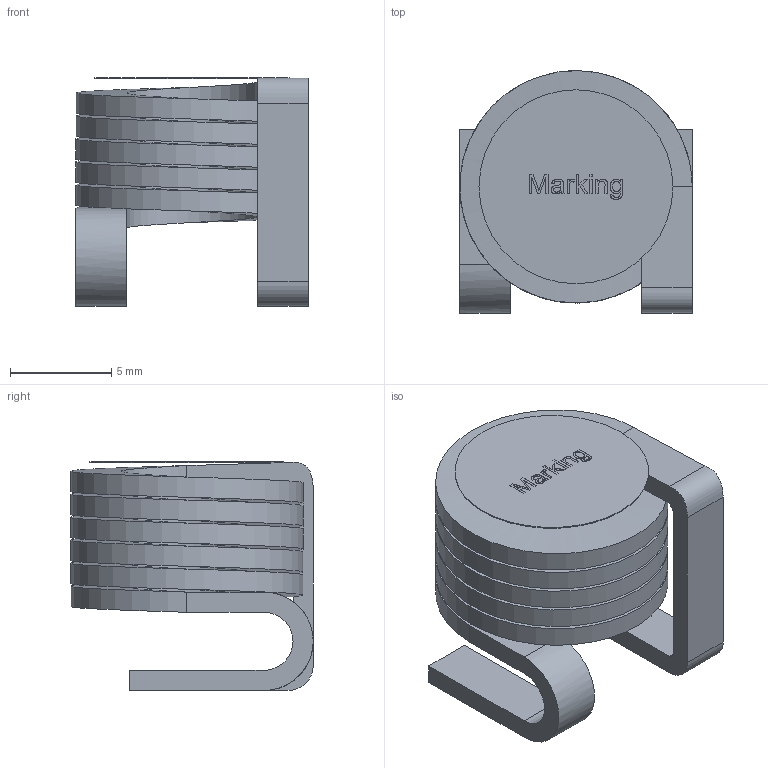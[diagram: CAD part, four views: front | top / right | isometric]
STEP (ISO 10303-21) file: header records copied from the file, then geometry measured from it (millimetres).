
FILE_DESCRIPTION(/* description */ ('Unknown'),/* implementation_level */ '2;1');
FILE_NAME(/* name */ 'L_Wurth_WE-ACHC-1212_7449152111',/* time_stamp */ '2025-06-19T15:14:47+08:00',/* author */ ('Unknown'),/* organization */ ('Unknown'),/* preprocessor_version */ 'ST-DEVELOPER v19.4',/* originating_system */ 'Solid Edge',/* authorisation */ 'Unknown');
FILE_SCHEMA (('AUTOMOTIVE_DESIGN {1 0 10303 214 3 1 1}'));
Length unit declared in the file: millimetre
Products named in the file (2): L_Wurth_WE-ACHC-1212_7449152111
Assembly tree (1 placements, depth 2):
  L_Wurth_WE-ACHC-1212_7449152111
    L_Wurth_WE-ACHC-1212_7449152111
Bounding box: 11.5 x 12 x 11.33 mm (x, y, z)
Volume: 494.1 mm3; surface area: 1522.9 mm2
Topology: 2 solids, 2 shells, 99 faces, 252 edges, 166 vertices
Faces by surface type: plane 74, bspline 14, cylinder 11
Full cylindrical faces by diameter (mm): 9.6 x1
Entity records: 4584 total; most frequent: CARTESIAN_POINT 1767, ORIENTED_EDGE 500, DIRECTION 297, EDGE_CURVE 250, VERTEX_POINT 166, B_SPLINE_CURVE_WITH_KNOTS 135, EDGE_LOOP 112, FACE_BOUND 112
